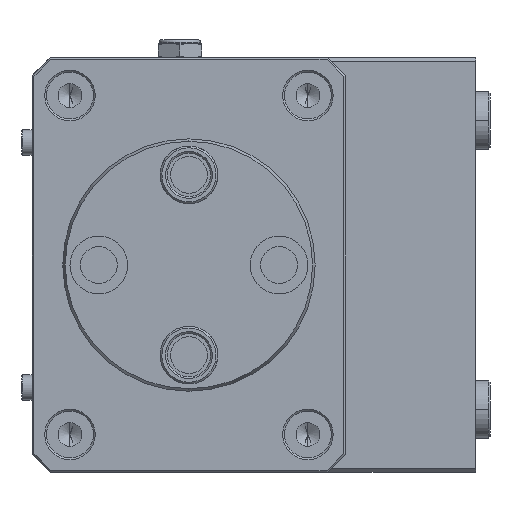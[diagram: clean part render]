
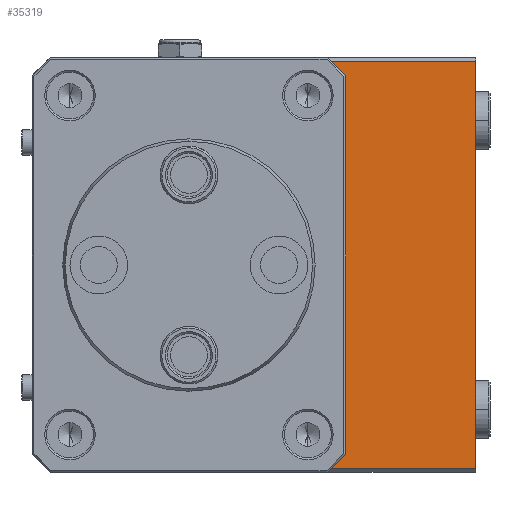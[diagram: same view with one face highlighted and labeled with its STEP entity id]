
A CAD part, left-side view. The second image highlights one B-rep face of the part: STEP entity #35319.
In plain terms, the highlighted planar face has unit normal (-1, 0, 0).
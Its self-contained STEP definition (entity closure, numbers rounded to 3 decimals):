
#4267 = LINE ( 'NONE', #8359, #39912 ) ;
#4309 = DIRECTION ( 'NONE',  ( 0., 0.707, -0.707 ) ) ;
#4372 = DIRECTION ( 'NONE',  ( 0., 1., 0. ) ) ;
#4951 = DIRECTION ( 'NONE',  ( 0., -1., 0. ) ) ;
#5352 = EDGE_CURVE ( 'NONE', #21096, #6349, #7149, .T. ) ;
#6349 = VERTEX_POINT ( 'NONE', #42662 ) ;
#7149 = LINE ( 'NONE', #38154, #15762 ) ;
#8204 = CARTESIAN_POINT ( 'NONE',  ( -93., -63.5, -56.5 ) ) ;
#8359 = CARTESIAN_POINT ( 'NONE',  ( -93., -100.5, 20.5 ) ) ;
#8428 = CARTESIAN_POINT ( 'NONE',  ( -93., -63.5, 57.5 ) ) ;
#10741 = FACE_OUTER_BOUND ( 'NONE', #47428, .T. ) ;
#11183 = ORIENTED_EDGE ( 'NONE', *, *, #5352, .T. ) ;
#14798 = VECTOR ( 'NONE', #48544, 1000. ) ;
#15762 = VECTOR ( 'NONE', #50920, 1000. ) ;
#16136 = ORIENTED_EDGE ( 'NONE', *, *, #27384, .T. ) ;
#16959 = PLANE ( 'NONE',  #44163 ) ;
#16982 = VERTEX_POINT ( 'NONE', #8204 ) ;
#17791 = CARTESIAN_POINT ( 'NONE',  ( -93., -23.5, 56.5 ) ) ;
#19332 = VERTEX_POINT ( 'NONE', #21809 ) ;
#19524 = CARTESIAN_POINT ( 'NONE',  ( -93., -63.5, 57.5 ) ) ;
#20523 = CARTESIAN_POINT ( 'NONE',  ( -93., -63.5, 56.5 ) ) ;
#20742 = LINE ( 'NONE', #29891, #37894 ) ;
#21096 = VERTEX_POINT ( 'NONE', #17791 ) ;
#21363 = DIRECTION ( 'NONE',  ( 1., 0., 0. ) ) ;
#21809 = CARTESIAN_POINT ( 'NONE',  ( -93., -23.5, -56.5 ) ) ;
#22544 = VECTOR ( 'NONE', #46121, 1000. ) ;
#25184 = EDGE_CURVE ( 'NONE', #47515, #21096, #31322, .T. ) ;
#27384 = EDGE_CURVE ( 'NONE', #6349, #44240, #29813, .T. ) ;
#28025 = ORIENTED_EDGE ( 'NONE', *, *, #52657, .T. ) ;
#29813 = LINE ( 'NONE', #45945, #22544 ) ;
#29891 = CARTESIAN_POINT ( 'NONE',  ( -93., -63.5, -56.5 ) ) ;
#30728 = ORIENTED_EDGE ( 'NONE', *, *, #40055, .F. ) ;
#31116 = ORIENTED_EDGE ( 'NONE', *, *, #46842, .T. ) ;
#31322 = LINE ( 'NONE', #44596, #14798 ) ;
#33585 = CARTESIAN_POINT ( 'NONE',  ( -93., -27.5, -52.5 ) ) ;
#34048 = ORIENTED_EDGE ( 'NONE', *, *, #25184, .T. ) ;
#35319 = ADVANCED_FACE ( 'NONE', ( #10741 ), #16959, .F. ) ;
#36736 = VECTOR ( 'NONE', #53315, 1000. ) ;
#37894 = VECTOR ( 'NONE', #4951, 1000. ) ;
#38154 = CARTESIAN_POINT ( 'NONE',  ( -93., -43., 37. ) ) ;
#39912 = VECTOR ( 'NONE', #4309, 1000. ) ;
#40055 = EDGE_CURVE ( 'NONE', #47515, #16982, #44602, .T. ) ;
#42662 = CARTESIAN_POINT ( 'NONE',  ( -93., -27.5, 52.5 ) ) ;
#44163 = AXIS2_PLACEMENT_3D ( 'NONE', #8428, #21363, #4372 ) ;
#44240 = VERTEX_POINT ( 'NONE', #33585 ) ;
#44596 = CARTESIAN_POINT ( 'NONE',  ( -93., -63.5, 56.5 ) ) ;
#44602 = LINE ( 'NONE', #19524, #36736 ) ;
#45945 = CARTESIAN_POINT ( 'NONE',  ( -93., -27.5, 57.5 ) ) ;
#46121 = DIRECTION ( 'NONE',  ( 0., 0., -1. ) ) ;
#46842 = EDGE_CURVE ( 'NONE', #44240, #19332, #4267, .T. ) ;
#47428 = EDGE_LOOP ( 'NONE', ( #34048, #11183, #16136, #31116, #28025, #30728 ) ) ;
#47515 = VERTEX_POINT ( 'NONE', #20523 ) ;
#48544 = DIRECTION ( 'NONE',  ( 0., 1., 0. ) ) ;
#50920 = DIRECTION ( 'NONE',  ( 0., -0.707, -0.707 ) ) ;
#52657 = EDGE_CURVE ( 'NONE', #19332, #16982, #20742, .T. ) ;
#53315 = DIRECTION ( 'NONE',  ( 0., 0., -1. ) ) ;
